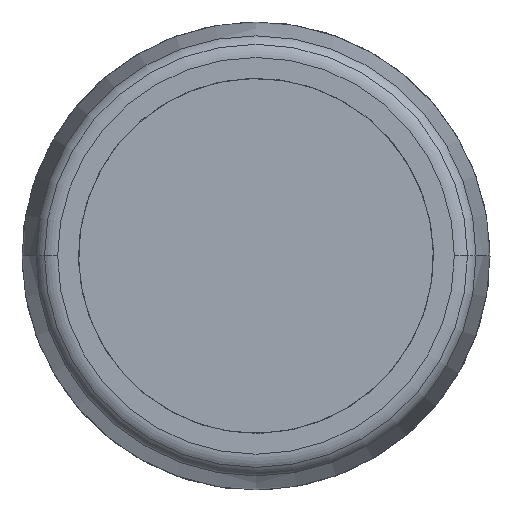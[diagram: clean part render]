
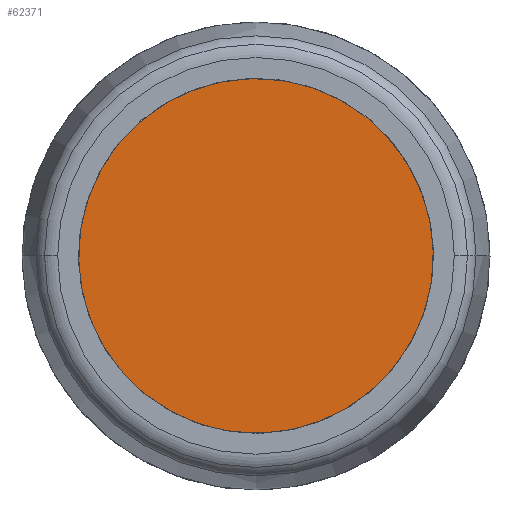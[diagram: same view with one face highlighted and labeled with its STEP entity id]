
A CAD part, top view. The second image highlights one B-rep face of the part: STEP entity #62371.
In plain terms, the highlighted face is planar.
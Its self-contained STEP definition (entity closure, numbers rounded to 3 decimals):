
#59665=CARTESIAN_POINT('',(0.,0.,1.4));
#59666=DIRECTION('',(0.,0.,-1.));
#59667=DIRECTION('',(-1.,0.,0.));
#59668=AXIS2_PLACEMENT_3D('',#59665,#59666,#59667);
#59673=CARTESIAN_POINT('',(0.,0.,1.4));
#59674=DIRECTION('',(0.,0.,-1.));
#59675=DIRECTION('',(1.,0.,0.));
#59676=AXIS2_PLACEMENT_3D('',#59673,#59674,#59675);
#60793=CARTESIAN_POINT('',(-11.45,0.,1.4));
#60794=CARTESIAN_POINT('',(11.45,0.,1.4));
#60795=VERTEX_POINT('',#60793);
#60796=VERTEX_POINT('',#60794);
#62361=CARTESIAN_POINT('',(-7.65,0.,1.4));
#62362=DIRECTION('',(0.,0.,-1.));
#62363=DIRECTION('',(-1.,0.,0.));
#62364=AXIS2_PLACEMENT_3D('',#62361,#62362,#62363);
#62365=PLANE('',#62364);
#62366=ORIENTED_EDGE('',*,*,#62342,.F.);
#62368=ORIENTED_EDGE('',*,*,#62367,.F.);
#62369=EDGE_LOOP('',(#62366,#62368));
#62370=FACE_OUTER_BOUND('',#62369,.F.);
#59669=CIRCLE('',#59668,11.45);
#59677=CIRCLE('',#59676,11.45);
#62342=EDGE_CURVE('',#60795,#60796,#59669,.T.);
#62367=EDGE_CURVE('',#60796,#60795,#59677,.T.);
#62371=ADVANCED_FACE('',(#62370),#62365,.T.);
